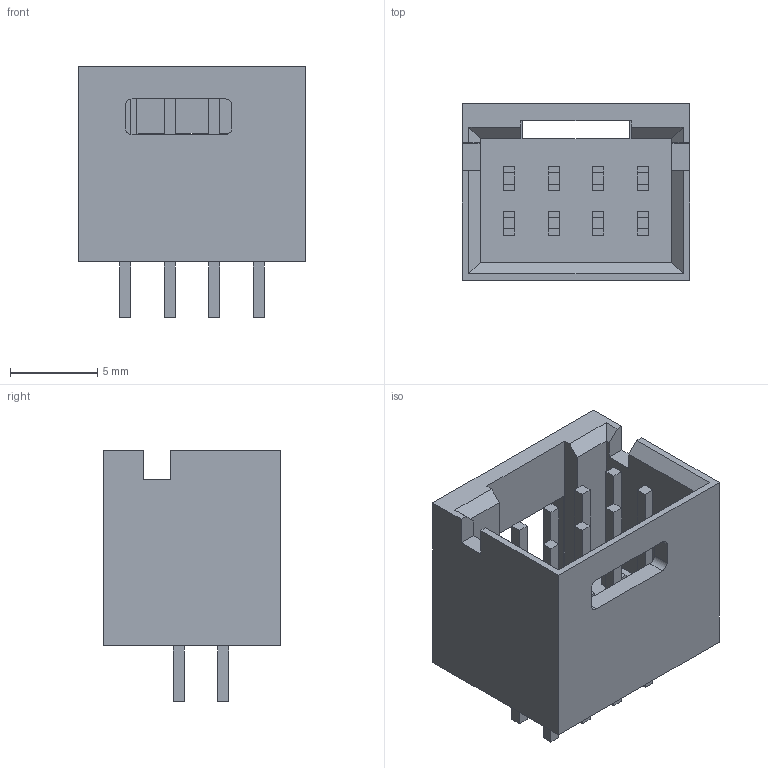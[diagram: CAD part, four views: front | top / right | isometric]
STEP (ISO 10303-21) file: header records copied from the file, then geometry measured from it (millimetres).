
FILE_DESCRIPTION((''),'2;1');
FILE_NAME('C-8-87589-5','2008-03-24T',('workeradm'),('Tyco Electronics Corporation'),'PRO/ENGINEER BY PARAMETRIC TECHNOLOGY CORPORATION, 2005450','PRO/ENGINEER BY PARAMETRIC TECHNOLOGY CORPORATION, 2005450','');
FILE_SCHEMA(('CONFIG_CONTROL_DESIGN', 'GEOMETRIC_VALIDATION_PROPERTIES_MIM'));
Length unit declared in the file: millimetre
Products named in the file (1): C-8-87589-5
Bounding box: 13 x 10.16 x 14.35 mm (x, y, z)
Volume: 682.8 mm3; surface area: 1284.6 mm2
Topology: 1 solids, 1 shells, 153 faces, 407 edges, 270 vertices
Faces by surface type: plane 149, cylinder 4
Entity records: 4794 total; most frequent: CARTESIAN_POINT 831, ORIENTED_EDGE 814, DIRECTION 721, EDGE_CURVE 407, VECTOR 399, LINE 399, VERTEX_POINT 270, EDGE_LOOP 171
